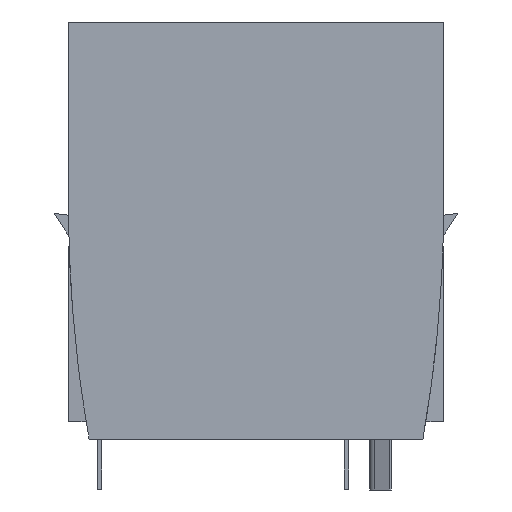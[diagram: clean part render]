
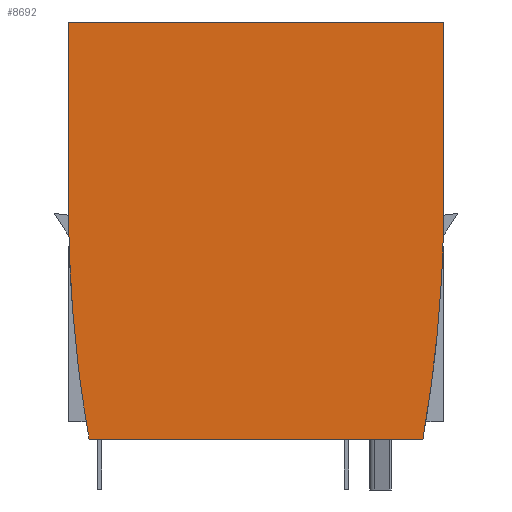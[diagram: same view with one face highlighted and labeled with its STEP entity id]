
A CAD part, left-side view. The second image highlights one B-rep face of the part: STEP entity #8692.
In plain terms, the highlighted planar face has unit normal (-1, 0, 0).
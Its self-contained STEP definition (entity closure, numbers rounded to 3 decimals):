
#1538=DIRECTION('',(0.,1.,0.));
#1539=VECTOR('',#1538,45.);
#1540=CARTESIAN_POINT('',(-8.75,-22.5,65.));
#1541=LINE('',#1540,#1539);
#1545=DIRECTION('',(0.,0.,1.));
#1546=VECTOR('',#1545,21.525);
#1547=CARTESIAN_POINT('',(-8.75,-22.5,
43.475));
#1548=LINE('',#1547,#1546);
#1552=CARTESIAN_POINT('',(-8.75,141.279,43.507));
#1553=DIRECTION('',(-1.,0.,0.));
#1554=DIRECTION('',(0.,-0.998,-0.058));
#1555=AXIS2_PLACEMENT_3D('',#1552,#1553,#1554);
#1560=CARTESIAN_POINT('',(-8.75,141.279,43.507));
#1561=DIRECTION('',(-1.,0.,0.));
#1562=DIRECTION('',(0.,-0.985,-0.174));
#1563=AXIS2_PLACEMENT_3D('',#1560,#1561,#1562);
#1568=CARTESIAN_POINT('',(-8.75,-141.279,
43.507));
#1569=DIRECTION('',(-1.,0.,0.));
#1570=DIRECTION('',(0.,0.993,-0.117));
#1571=AXIS2_PLACEMENT_3D('',#1568,#1569,#1570);
#1576=CARTESIAN_POINT('',(-8.75,-141.279,
43.507));
#1577=DIRECTION('',(-1.,0.,0.));
#1578=DIRECTION('',(0.,1.,0.));
#1579=AXIS2_PLACEMENT_3D('',#1576,#1577,#1578);
#1584=DIRECTION('',(0.,0.,-1.));
#1585=VECTOR('',#1584,21.525);
#1586=CARTESIAN_POINT('',(-8.75,22.5,65.));
#1587=LINE('',#1586,#1585);
#1869=DIRECTION('',(0.,1.,0.));
#1870=VECTOR('',#1869,40.);
#1871=CARTESIAN_POINT('',(-8.75,-20.,15.));
#1872=LINE('',#1871,#1870);
#6637=CARTESIAN_POINT('',(-8.75,22.5,43.475));
#6638=VERTEX_POINT('',#6637);
#6639=CARTESIAN_POINT('',(-8.75,22.5,65.));
#6640=VERTEX_POINT('',#6639);
#6679=CARTESIAN_POINT('',(-8.75,-20.,15.));
#6681=VERTEX_POINT('',#6679);
#6683=CARTESIAN_POINT('',(-8.75,20.001,15.));
#6684=VERTEX_POINT('',#6683);
#6687=CARTESIAN_POINT('',(-8.75,-22.5,65.));
#6688=VERTEX_POINT('',#6687);
#6689=CARTESIAN_POINT('',(-8.75,21.374,24.331));
#6690=VERTEX_POINT('',#6689);
#6691=CARTESIAN_POINT('',(-8.75,-22.226,
34.047));
#6692=CARTESIAN_POINT('',(-8.75,-22.5,
43.475));
#6693=VERTEX_POINT('',#6691);
#6694=VERTEX_POINT('',#6692);
#8674=CARTESIAN_POINT('',(-8.75,-22.5,15.));
#8675=DIRECTION('',(-1.,0.,0.));
#8676=DIRECTION('',(0.,0.,1.));
#8677=AXIS2_PLACEMENT_3D('',#8674,#8675,#8676);
#8678=PLANE('',#8677);
#8680=ORIENTED_EDGE('',*,*,#8679,.F.);
#8682=ORIENTED_EDGE('',*,*,#8681,.F.);
#8683=ORIENTED_EDGE('',*,*,#8633,.F.);
#8684=ORIENTED_EDGE('',*,*,#8631,.F.);
#8686=ORIENTED_EDGE('',*,*,#8685,.T.);
#8687=ORIENTED_EDGE('',*,*,#8667,.F.);
#8688=ORIENTED_EDGE('',*,*,#8665,.F.);
#8689=ORIENTED_EDGE('',*,*,#7923,.F.);
#8690=EDGE_LOOP('',(#8680,#8682,#8683,#8684,#8686,#8687,#8688,#8689));
#8691=FACE_OUTER_BOUND('',#8690,.F.);
#8692=ADVANCED_FACE('',(#8691),#8678,.T.);
#1556=CIRCLE('',#1555,163.779);
#1564=CIRCLE('',#1563,163.779);
#1572=CIRCLE('',#1571,163.779);
#1580=CIRCLE('',#1579,163.779);
#7923=EDGE_CURVE('',#6640,#6638,#1587,.T.);
#8631=EDGE_CURVE('',#6681,#6693,#1564,.T.);
#8633=EDGE_CURVE('',#6693,#6694,#1556,.T.);
#8665=EDGE_CURVE('',#6638,#6690,#1580,.T.);
#8667=EDGE_CURVE('',#6690,#6684,#1572,.T.);
#8679=EDGE_CURVE('',#6688,#6640,#1541,.T.);
#8681=EDGE_CURVE('',#6694,#6688,#1548,.T.);
#8685=EDGE_CURVE('',#6681,#6684,#1872,.T.);
